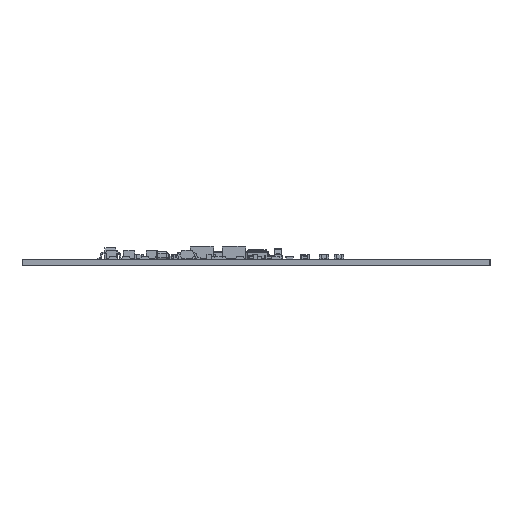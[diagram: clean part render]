
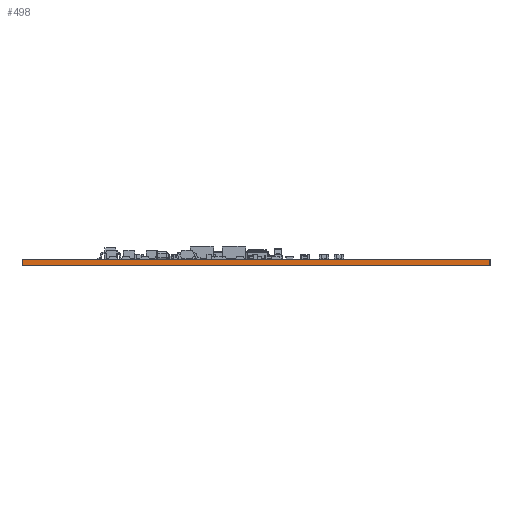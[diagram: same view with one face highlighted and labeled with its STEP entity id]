
A CAD part, left-side view. The second image highlights one B-rep face of the part: STEP entity #498.
In plain terms, the highlighted planar face has unit normal (-1, 0, 0).
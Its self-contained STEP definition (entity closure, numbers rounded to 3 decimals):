
#400 = EDGE_CURVE('',#401,#403,#405,.T.);
#401 = VERTEX_POINT('',#402);
#402 = CARTESIAN_POINT('',(-90.697,-39.776,0.));
#403 = VERTEX_POINT('',#404);
#404 = CARTESIAN_POINT('',(-90.697,-39.776,0.671));
#405 = LINE('',#406,#407);
#406 = CARTESIAN_POINT('',(-90.697,-39.776,0.));
#407 = VECTOR('',#408,1.);
#408 = DIRECTION('',(0.,0.,1.));
#473 = VERTEX_POINT('',#474);
#474 = CARTESIAN_POINT('',(-90.697,10.224,0.671));
#480 = EDGE_CURVE('',#481,#473,#483,.T.);
#481 = VERTEX_POINT('',#482);
#482 = CARTESIAN_POINT('',(-90.697,10.224,0.));
#483 = LINE('',#484,#485);
#484 = CARTESIAN_POINT('',(-90.697,10.224,0.));
#485 = VECTOR('',#486,1.);
#486 = DIRECTION('',(0.,0.,1.));
#498 = ADVANCED_FACE('',(#499),#515,.F.);
#499 = FACE_BOUND('',#500,.F.);
#500 = EDGE_LOOP('',(#501,#502,#508,#509));
#501 = ORIENTED_EDGE('',*,*,#480,.T.);
#502 = ORIENTED_EDGE('',*,*,#503,.T.);
#503 = EDGE_CURVE('',#473,#403,#504,.T.);
#504 = LINE('',#505,#506);
#505 = CARTESIAN_POINT('',(-90.697,10.224,0.671));
#506 = VECTOR('',#507,1.);
#507 = DIRECTION('',(0.,-1.,0.));
#508 = ORIENTED_EDGE('',*,*,#400,.F.);
#509 = ORIENTED_EDGE('',*,*,#510,.F.);
#510 = EDGE_CURVE('',#481,#401,#511,.T.);
#511 = LINE('',#512,#513);
#512 = CARTESIAN_POINT('',(-90.697,10.224,0.));
#513 = VECTOR('',#514,1.);
#514 = DIRECTION('',(0.,-1.,0.));
#515 = PLANE('',#516);
#516 = AXIS2_PLACEMENT_3D('',#517,#518,#519);
#517 = CARTESIAN_POINT('',(-90.697,10.224,0.));
#518 = DIRECTION('',(1.,0.,0.));
#519 = DIRECTION('',(0.,-1.,0.));
